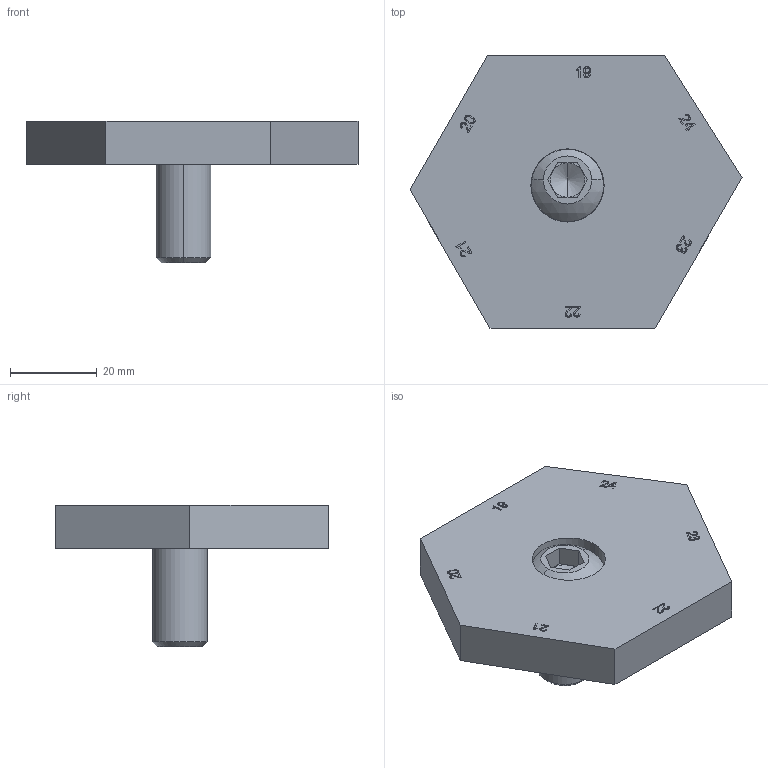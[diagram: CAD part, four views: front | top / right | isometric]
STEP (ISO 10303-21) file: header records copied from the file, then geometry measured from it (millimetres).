
FILE_DESCRIPTION (( 'STEP AP214' ), '1' );
FILE_NAME ('MiteeBite-95140.step.step', '2013-08-07T12:51:27', ( 'Windows User' ), ( '' ), 'SwSTEP 2.0', 'SolidWorks 2013', '' );
FILE_SCHEMA (( 'AUTOMOTIVE_DESIGN' ));
Length unit declared in the file: inch
Products named in the file (3): MiteeBite-95140.step_10373; MiteeBite-95140.step_190140; MiteeBite-95140.step
Assembly tree (2 placements, depth 2):
  MiteeBite-95140.step
    MiteeBite-95140.step_190140
    MiteeBite-95140.step_10373
Bounding box: 76.67 x 63 x 32.77 mm (x, y, z)
Volume: 38659.1 mm3; surface area: 11547.8 mm2
Topology: 2 solids, 2 shells, 200 faces, 527 edges, 347 vertices
Faces by surface type: bspline 95, plane 91, cylinder 8, cone 4, sphere 2
Entity records: 11617 total; most frequent: CARTESIAN_POINT 7196, ORIENTED_EDGE 1050, DIRECTION 577, EDGE_CURVE 525, VERTEX_POINT 347, VECTOR 305, LINE 305, EDGE_LOOP 220
